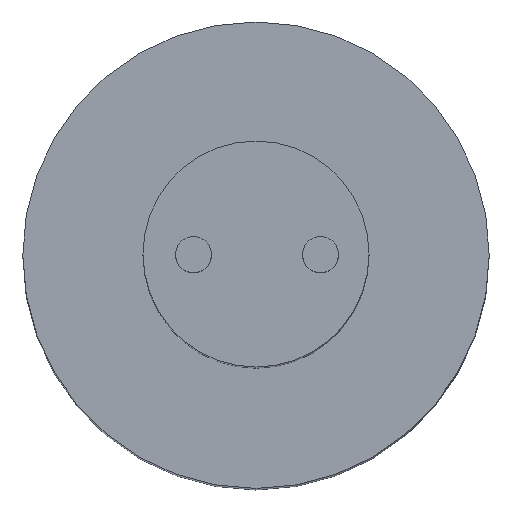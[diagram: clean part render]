
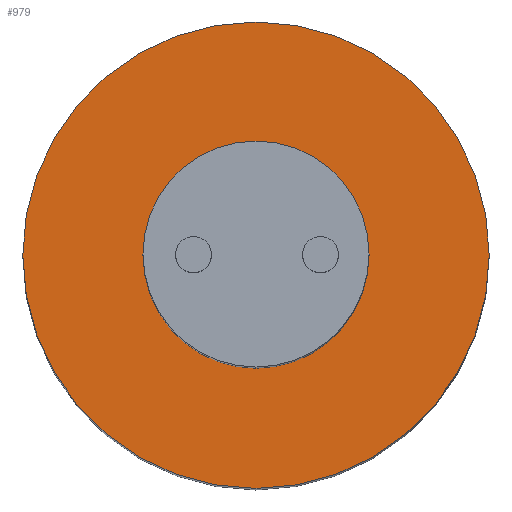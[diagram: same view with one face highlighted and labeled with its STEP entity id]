
A CAD part, top view. The second image highlights one B-rep face of the part: STEP entity #979.
In plain terms, the highlighted planar face has unit normal (0, 0, 1).
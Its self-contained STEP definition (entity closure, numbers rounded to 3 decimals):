
#918=CARTESIAN_POINT('Vertex',(3.15,0.,25.)) ;
#921=CARTESIAN_POINT('Axis2P3D Location',(0.,0.,25.)) ;
#925=CARTESIAN_POINT('Vertex',(-3.15,0.,25.)) ;
#940=CARTESIAN_POINT('Axis2P3D Location',(0.,0.,25.)) ;
#952=CARTESIAN_POINT('Axis2P3D Location',(0.,0.,25.)) ;
#957=CARTESIAN_POINT('Axis2P3D Location',(0.,0.,25.)) ;
#961=CARTESIAN_POINT('Vertex',(6.5,0.,25.)) ;
#963=CARTESIAN_POINT('Vertex',(-6.5,0.,25.)) ;
#966=CARTESIAN_POINT('Axis2P3D Location',(0.,0.,25.)) ;
#922=DIRECTION('Axis2P3D Direction',(0.,0.,1.)) ;
#941=DIRECTION('Axis2P3D Direction',(0.,0.,1.)) ;
#953=DIRECTION('Axis2P3D Direction',(0.,0.,1.)) ;
#954=DIRECTION('Axis2P3D XDirection',(1.,0.,0.)) ;
#958=DIRECTION('Axis2P3D Direction',(0.,0.,1.)) ;
#967=DIRECTION('Axis2P3D Direction',(0.,0.,1.)) ;
#923=AXIS2_PLACEMENT_3D('Circle Axis2P3D',#921,#922,$) ;
#942=AXIS2_PLACEMENT_3D('Circle Axis2P3D',#940,#941,$) ;
#955=AXIS2_PLACEMENT_3D('Plane Axis2P3D',#952,#953,#954) ;
#959=AXIS2_PLACEMENT_3D('Circle Axis2P3D',#957,#958,$) ;
#968=AXIS2_PLACEMENT_3D('Circle Axis2P3D',#966,#967,$) ;
#972=ORIENTED_EDGE('',*,*,#965,.T.) ;
#973=ORIENTED_EDGE('',*,*,#970,.T.) ;
#976=ORIENTED_EDGE('',*,*,#927,.F.) ;
#977=ORIENTED_EDGE('',*,*,#944,.F.) ;
#978=FACE_BOUND('',#975,.T.) ;
#979=ADVANCED_FACE('PartBody',(#974,#978),#956,.T.) ;
#924=CIRCLE('generated circle',#923,3.15) ;
#943=CIRCLE('generated circle',#942,3.15) ;
#960=CIRCLE('generated circle',#959,6.5) ;
#969=CIRCLE('generated circle',#968,6.5) ;
#927=EDGE_CURVE('',#919,#926,#924,.T.) ;
#944=EDGE_CURVE('',#926,#919,#943,.T.) ;
#965=EDGE_CURVE('',#962,#964,#960,.T.) ;
#970=EDGE_CURVE('',#964,#962,#969,.T.) ;
#971=EDGE_LOOP('',(#972,#973)) ;
#975=EDGE_LOOP('',(#976,#977)) ;
#974=FACE_OUTER_BOUND('',#971,.T.) ;
#956=PLANE('',#955) ;
#919=VERTEX_POINT('',#918) ;
#926=VERTEX_POINT('',#925) ;
#962=VERTEX_POINT('',#961) ;
#964=VERTEX_POINT('',#963) ;
